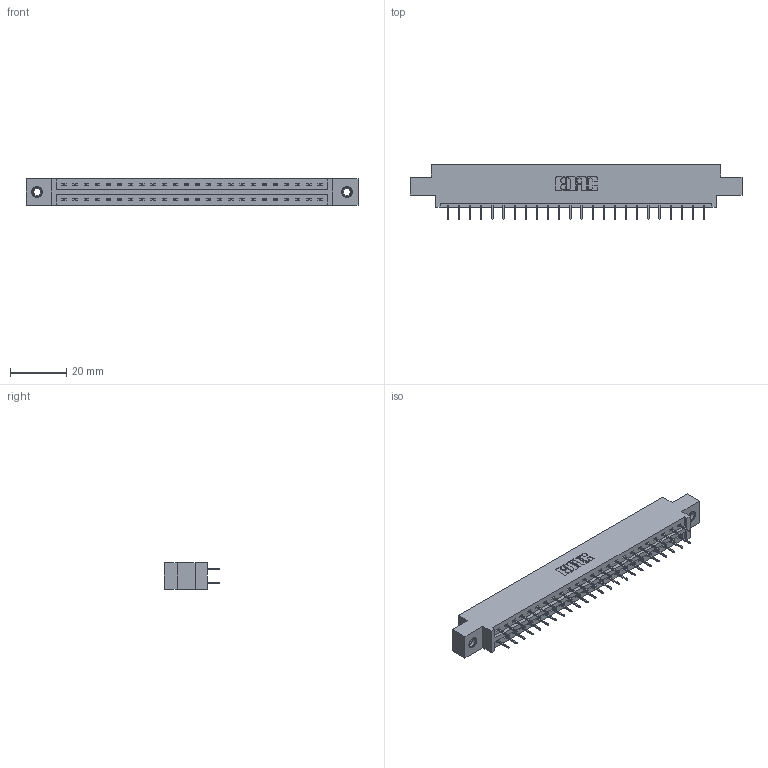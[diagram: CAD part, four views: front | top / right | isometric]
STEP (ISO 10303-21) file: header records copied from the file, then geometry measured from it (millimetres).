
FILE_DESCRIPTION (( 'STEP AP203' ), '1' );
FILE_NAME ('387-048-524-807.STEP', '2018-09-20T05:45:12', ( '' ), ( '' ), 'SwSTEP 2.0', 'SolidWorks 2016', '' );
FILE_SCHEMA (( 'CONFIG_CONTROL_DESIGN' ));
Length unit declared in the file: inch
Products named in the file (4): 345-250-001_345-250-005-103; 387-048-524-807; 337 Part_0.170 Offset - 0.156 Dia-TI; 345-292-001_345-293-124
Assembly tree (51 placements, depth 2):
  387-048-524-807
    337 Part_0.170 Offset - 0.156 Dia-TI
    345-292-001_345-293-124  x48
    345-250-001_345-250-005-103  x2
Bounding box: 118.11 x 19.69 x 9.4 mm (x, y, z)
Volume: 12004.1 mm3; surface area: 13314.6 mm2
Topology: 51 solids, 51 shells, 2962 faces, 8379 edges, 5386 vertices
Faces by surface type: plane 2218, cylinder 728, cone 12, torus 4
Entity records: 22328 total; most frequent: CARTESIAN_POINT 3757, ORIENTED_EDGE 3686, DIRECTION 3261, EDGE_CURVE 1843, VECTOR 1699, LINE 1699, VERTEX_POINT 1220, AXIS2_PLACEMENT_3D 781
